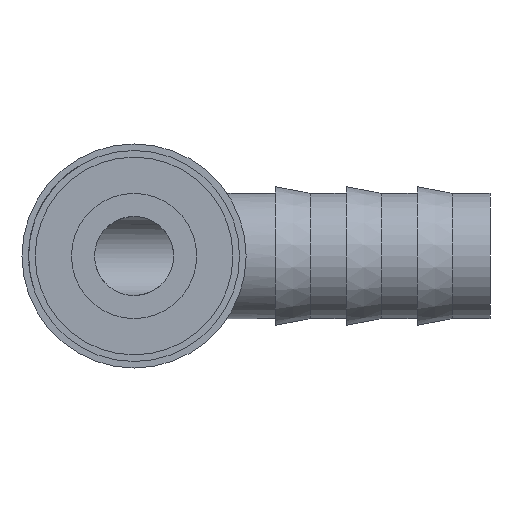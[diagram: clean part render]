
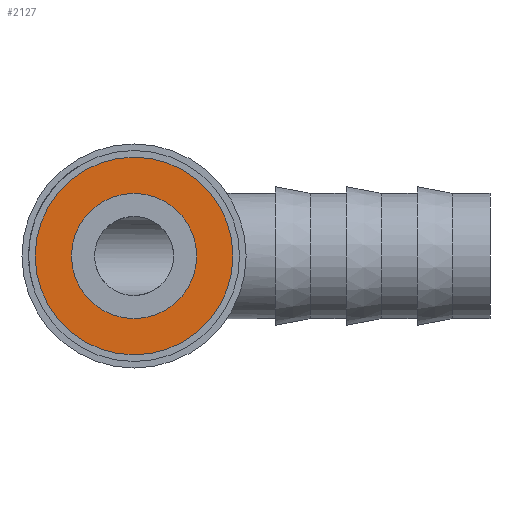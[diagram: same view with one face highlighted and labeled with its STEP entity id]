
A CAD part, left-side view. The second image highlights one B-rep face of the part: STEP entity #2127.
In plain terms, the highlighted planar face has unit normal (-1, 0, 0).
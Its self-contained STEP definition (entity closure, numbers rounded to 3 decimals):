
#22 = CARTESIAN_POINT ( 'NONE',  ( 0., 0., 0. ) ) ;
#524 = FACE_BOUND ( 'NONE', #840, .T. ) ;
#675 = EDGE_CURVE ( 'NONE', #1079, #7188, #4822, .T. ) ;
#840 = EDGE_LOOP ( 'NONE', ( #5905, #7717 ) ) ;
#1079 = VERTEX_POINT ( 'NONE', #3047 ) ;
#1298 = CIRCLE ( 'NONE', #5733, 15. ) ;
#1340 = CARTESIAN_POINT ( 'NONE',  ( 0., 0., -9.5 ) ) ;
#1434 = CARTESIAN_POINT ( 'NONE',  ( 0., 0., 0. ) ) ;
#2070 = DIRECTION ( 'NONE',  ( -1., 0., 0. ) ) ;
#2127 = ADVANCED_FACE ( 'NONE', ( #524, #4045 ), #4121, .F. ) ;
#2395 = EDGE_CURVE ( 'NONE', #7491, #7117, #1298, .T. ) ;
#2435 = DIRECTION ( 'NONE',  ( 1., 0., 0. ) ) ;
#2777 = ORIENTED_EDGE ( 'NONE', *, *, #7010, .T. ) ;
#3047 = CARTESIAN_POINT ( 'NONE',  ( 0., 0., 9.5 ) ) ;
#3156 = DIRECTION ( 'NONE',  ( 0., 0., 1. ) ) ;
#3235 = CARTESIAN_POINT ( 'NONE',  ( 0., 0., 0. ) ) ;
#3315 = AXIS2_PLACEMENT_3D ( 'NONE', #22, #2435, #4851 ) ;
#3398 = CARTESIAN_POINT ( 'NONE',  ( 0., 0., 0. ) ) ;
#3490 = CARTESIAN_POINT ( 'NONE',  ( 0., 0., 0. ) ) ;
#3700 = CIRCLE ( 'NONE', #3954, 15. ) ;
#3871 = CARTESIAN_POINT ( 'NONE',  ( 0., 0., -15. ) ) ;
#3954 = AXIS2_PLACEMENT_3D ( 'NONE', #3235, #7390, #3156 ) ;
#4045 = FACE_OUTER_BOUND ( 'NONE', #5151, .T. ) ;
#4121 = PLANE ( 'NONE',  #4832 ) ;
#4822 = CIRCLE ( 'NONE', #3315, 9.5 ) ;
#4832 = AXIS2_PLACEMENT_3D ( 'NONE', #3490, #6466, #5278 ) ;
#4851 = DIRECTION ( 'NONE',  ( 0., 0., -1. ) ) ;
#4996 = DIRECTION ( 'NONE',  ( 0., 0., 1. ) ) ;
#5151 = EDGE_LOOP ( 'NONE', ( #7155, #2777 ) ) ;
#5185 = DIRECTION ( 'NONE',  ( 0., 0., -1. ) ) ;
#5278 = DIRECTION ( 'NONE',  ( 0., 0., -1. ) ) ;
#5733 = AXIS2_PLACEMENT_3D ( 'NONE', #1434, #2070, #4996 ) ;
#5887 = CARTESIAN_POINT ( 'NONE',  ( 0., 0., 15. ) ) ;
#5905 = ORIENTED_EDGE ( 'NONE', *, *, #675, .T. ) ;
#6466 = DIRECTION ( 'NONE',  ( 1., 0., 0. ) ) ;
#6709 = EDGE_CURVE ( 'NONE', #7188, #1079, #7739, .T. ) ;
#7010 = EDGE_CURVE ( 'NONE', #7117, #7491, #3700, .T. ) ;
#7109 = AXIS2_PLACEMENT_3D ( 'NONE', #3398, #7557, #5185 ) ;
#7117 = VERTEX_POINT ( 'NONE', #3871 ) ;
#7155 = ORIENTED_EDGE ( 'NONE', *, *, #2395, .T. ) ;
#7188 = VERTEX_POINT ( 'NONE', #1340 ) ;
#7390 = DIRECTION ( 'NONE',  ( -1., 0., 0. ) ) ;
#7491 = VERTEX_POINT ( 'NONE', #5887 ) ;
#7557 = DIRECTION ( 'NONE',  ( 1., 0., 0. ) ) ;
#7717 = ORIENTED_EDGE ( 'NONE', *, *, #6709, .T. ) ;
#7739 = CIRCLE ( 'NONE', #7109, 9.5 ) ;
